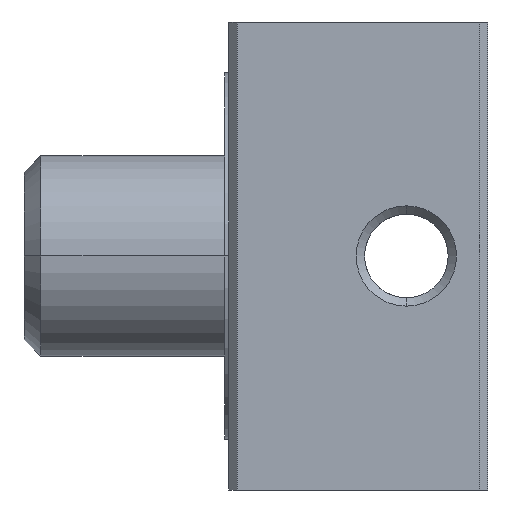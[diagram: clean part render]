
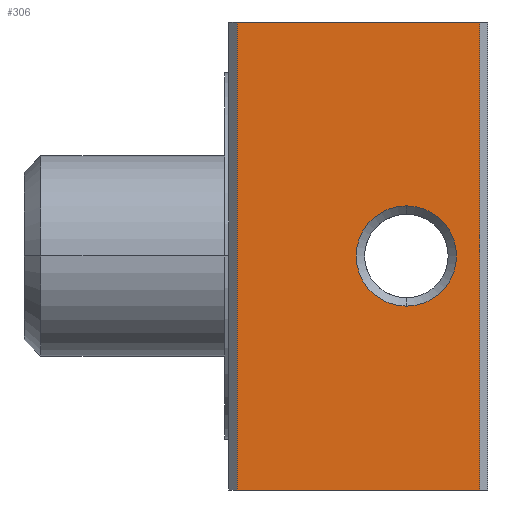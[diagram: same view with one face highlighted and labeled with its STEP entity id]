
A CAD part, front view. The second image highlights one B-rep face of the part: STEP entity #306.
In plain terms, the highlighted planar face has unit normal (0, -1, 0).
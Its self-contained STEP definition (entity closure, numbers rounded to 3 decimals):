
#26 = VERTEX_POINT ( 'NONE', #60 ) ;
#60 = CARTESIAN_POINT ( 'NONE',  ( -15., -32.5, -14. ) ) ;
#189 = DIRECTION ( 'NONE',  ( 1., 0., 0. ) ) ;
#191 = CARTESIAN_POINT ( 'NONE',  ( -15.5, -32.5, 14. ) ) ;
#192 = DIRECTION ( 'NONE',  ( 1., 0., 0. ) ) ;
#194 = CARTESIAN_POINT ( 'NONE',  ( -15.5, -32.5, -14. ) ) ;
#195 = DIRECTION ( 'NONE',  ( 0., 0., 1. ) ) ;
#196 = CARTESIAN_POINT ( 'NONE',  ( -0.5, -32.5, -14. ) ) ;
#197 = DIRECTION ( 'NONE',  ( 0., 0., -1. ) ) ;
#198 = DIRECTION ( 'NONE',  ( 0., 1., 0. ) ) ;
#199 = CARTESIAN_POINT ( 'NONE',  ( -4.88, -32.5, 0. ) ) ;
#200 = DIRECTION ( 'NONE',  ( 0., 0., -1. ) ) ;
#201 = CARTESIAN_POINT ( 'NONE',  ( -15., -32.5, -14. ) ) ;
#230 = DIRECTION ( 'NONE',  ( 0., 0., -1. ) ) ;
#231 = DIRECTION ( 'NONE',  ( 0., 1., 0. ) ) ;
#250 = CARTESIAN_POINT ( 'NONE',  ( -4.88, -32.5, 0. ) ) ;
#306 = ADVANCED_FACE ( 'NONE', ( #1450, #1433 ), #859, .T. ) ;
#421 = CARTESIAN_POINT ( 'NONE',  ( -15., -32.5, 14. ) ) ;
#427 = CARTESIAN_POINT ( 'NONE',  ( -0.5, -32.5, 14. ) ) ;
#437 = CARTESIAN_POINT ( 'NONE',  ( -4.88, -32.5, 3. ) ) ;
#463 = CARTESIAN_POINT ( 'NONE',  ( -0.5, -32.5, -14. ) ) ;
#533 = CARTESIAN_POINT ( 'NONE',  ( -4.88, -32.5, -3. ) ) ;
#851 = DIRECTION ( 'NONE',  ( 0., 0., -1. ) ) ;
#854 = DIRECTION ( 'NONE',  ( 0., -1., 0. ) ) ;
#858 = VERTEX_POINT ( 'NONE', #463 ) ;
#859 = PLANE ( 'NONE',  #1186 ) ;
#871 = CARTESIAN_POINT ( 'NONE',  ( -15.5, -32.5, -14. ) ) ;
#900 = VERTEX_POINT ( 'NONE', #437 ) ;
#906 = VERTEX_POINT ( 'NONE', #427 ) ;
#908 = VERTEX_POINT ( 'NONE', #421 ) ;
#1008 = VERTEX_POINT ( 'NONE', #533 ) ;
#1093 = EDGE_CURVE ( 'NONE', #1008, #900, #1742, .T. ) ;
#1106 = EDGE_CURVE ( 'NONE', #908, #26, #1423, .T. ) ;
#1107 = EDGE_CURVE ( 'NONE', #900, #1008, #1772, .T. ) ;
#1109 = EDGE_CURVE ( 'NONE', #858, #906, #1417, .T. ) ;
#1110 = EDGE_CURVE ( 'NONE', #26, #858, #1723, .T. ) ;
#1112 = EDGE_CURVE ( 'NONE', #908, #906, #1690, .T. ) ;
#1186 = AXIS2_PLACEMENT_3D ( 'NONE', #871, #854, #851 ) ;
#1209 = AXIS2_PLACEMENT_3D ( 'NONE', #250, #231, #230 ) ;
#1251 = AXIS2_PLACEMENT_3D ( 'NONE', #199, #198, #197 ) ;
#1279 = VECTOR ( 'NONE', #195, 1000. ) ;
#1344 = EDGE_LOOP ( 'NONE', ( #1527, #1526, #1525, #1524 ) ) ;
#1358 = VECTOR ( 'NONE', #192, 1000. ) ;
#1417 = LINE ( 'NONE', #196, #1279 ) ;
#1423 = LINE ( 'NONE', #201, #1821 ) ;
#1433 = FACE_OUTER_BOUND ( 'NONE', #1344, .T. ) ;
#1450 = FACE_BOUND ( 'NONE', #1620, .T. ) ;
#1524 = ORIENTED_EDGE ( 'NONE', *, *, #1106, .T. ) ;
#1525 = ORIENTED_EDGE ( 'NONE', *, *, #1112, .F. ) ;
#1526 = ORIENTED_EDGE ( 'NONE', *, *, #1109, .T. ) ;
#1527 = ORIENTED_EDGE ( 'NONE', *, *, #1110, .T. ) ;
#1528 = ORIENTED_EDGE ( 'NONE', *, *, #1107, .T. ) ;
#1529 = ORIENTED_EDGE ( 'NONE', *, *, #1093, .T. ) ;
#1620 = EDGE_LOOP ( 'NONE', ( #1529, #1528 ) ) ;
#1690 = LINE ( 'NONE', #191, #1778 ) ;
#1723 = LINE ( 'NONE', #194, #1358 ) ;
#1742 = CIRCLE ( 'NONE', #1209, 3. ) ;
#1772 = CIRCLE ( 'NONE', #1251, 3. ) ;
#1778 = VECTOR ( 'NONE', #189, 1000. ) ;
#1821 = VECTOR ( 'NONE', #200, 1000. ) ;
